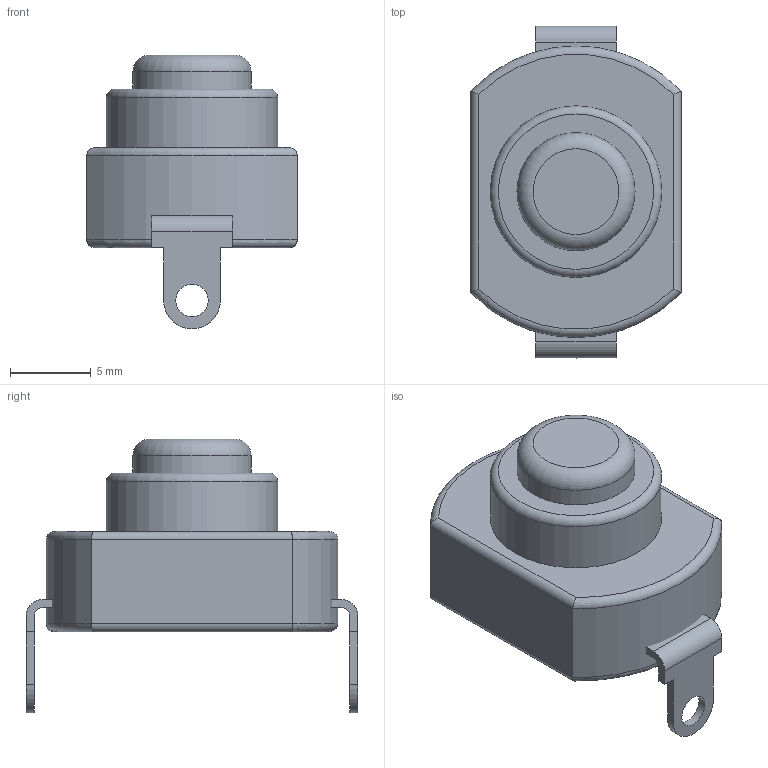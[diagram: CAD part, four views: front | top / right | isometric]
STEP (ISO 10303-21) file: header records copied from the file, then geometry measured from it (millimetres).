
FILE_DESCRIPTION(/* description */ (''),/* implementation_level */ '2;1');
FILE_NAME(/* name */ '',/* time_stamp */ '2023-01-10T16:31:10+08:00',/* author */ (''),/* organization */ (''),/* preprocessor_version */ 'ST-DEVELOPER v19.2',/* originating_system */ 'Autodesk Translation Framework v11.17.0.187',/* authorisation */ '');
FILE_SCHEMA (('AUTOMOTIVE_DESIGN { 1 0 10303 214 3 1 1 }'));
Length unit declared in the file: millimetre
Products named in the file (3): 自锁开关250V6AXY-19; 零部件1; 零部件2
Assembly tree (2 placements, depth 2):
  自锁开关250V6AXY-19
    零部件1
    零部件2
Bounding box: 13 x 20.5 x 16.9 mm (x, y, z)
Volume: 1734.7 mm3; surface area: 1031.8 mm2
Topology: 3 solids, 3 shells, 50 faces, 118 edges, 76 vertices
Faces by surface type: plane 28, cylinder 16, torus 6
Full cylindrical faces by diameter (mm): 2 x2, 7.3 x1, 10.6 x1
Entity records: 1626 total; most frequent: CARTESIAN_POINT 353, DIRECTION 254, ORIENTED_EDGE 236, EDGE_CURVE 118, AXIS2_PLACEMENT_3D 89, LINE 76, VECTOR 76, VERTEX_POINT 76
